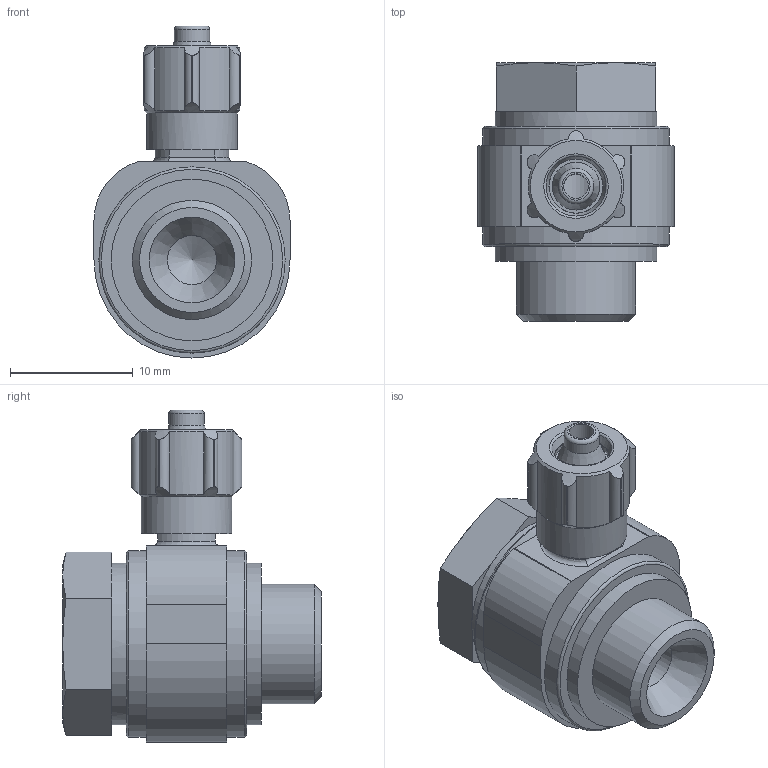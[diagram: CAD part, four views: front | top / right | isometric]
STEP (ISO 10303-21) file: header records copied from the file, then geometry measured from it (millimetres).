
FILE_DESCRIPTION(/* description */ ('STEP AP214'),/* implementation_level */ '2;1');
FILE_NAME(/* name */ '4136_LCK-1_8-PK-3',/* time_stamp */ '2024-08-29T20:17:52+02:00',/* author */ ('License CC BY-ND 4.0'),/* organization */ ('CADENAS'),/* preprocessor_version */ 'ST-DEVELOPER v19.3',/* originating_system */ 'PARTsolutions',/* authorisation */ ' ');
FILE_SCHEMA (('AUTOMOTIVE_DESIGN {1 0 10303 214 3 1 1}'));
Length unit declared in the file: millimetre
Products named in the file (1): 4136 LCK-1/8-PK-3
Bounding box: 16 x 21.1 x 27.1 mm (x, y, z)
Volume: 3485.1 mm3; surface area: 1953.6 mm2
Topology: 1 solids, 1 shells, 98 faces, 233 edges, 145 vertices
Faces by surface type: cylinder 44, plane 34, cone 13, torus 7
Full cylindrical faces by diameter (mm): 2 x1, 2.9 x1, 3.9 x1, 4 x1, 4.4 x1, 7.4 x1, 9.728 x1, 13.2 x2, 15.2 x2
Entity records: 2725 total; most frequent: CARTESIAN_POINT 590, DIRECTION 444, ORIENTED_EDGE 400, EDGE_CURVE 200, AXIS2_PLACEMENT_3D 186, VERTEX_POINT 137, FACE_BOUND 133, EDGE_LOOP 132
